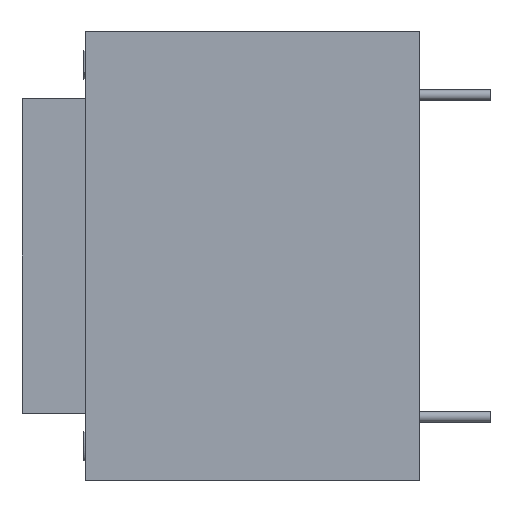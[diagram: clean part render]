
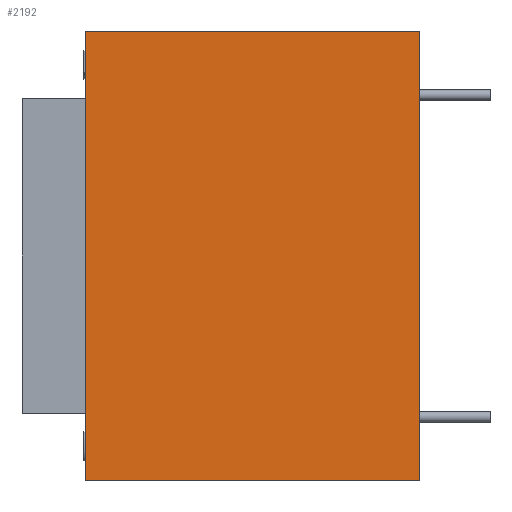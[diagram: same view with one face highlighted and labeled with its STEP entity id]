
A CAD part, left-side view. The second image highlights one B-rep face of the part: STEP entity #2192.
In plain terms, the highlighted planar face has unit normal (-1, 0, 0).
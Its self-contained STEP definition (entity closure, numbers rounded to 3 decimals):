
#31 = EDGE_CURVE ( 'Defeature ausgef�hrt2_147+Defeature ausgef�hrt2_148+Defeature ausgef�hrt2_144+Defeature ausgef�hrt2_149', #3399, #3363, #2697, .T. ) ;
#434 = DIRECTION ( 'NONE',  ( 0., 0., 1. ) ) ;
#559 = EDGE_CURVE ( 'Defeature ausgef�hrt2_144+Defeature ausgef�hrt2_148+Defeature ausgef�hrt2_145+Defeature ausgef�hrt2_147', #4690, #3399, #3139, .T. ) ;
#719 = DIRECTION ( 'NONE',  ( 0., 0., -1. ) ) ;
#1018 = VECTOR ( 'NONE', #434, 1000. ) ;
#1439 = VECTOR ( 'NONE', #2383, 1000. ) ;
#1803 = CARTESIAN_POINT ( 'NONE',  ( -20.45, 10.9, -8.725 ) ) ;
#2002 = LINE ( 'NONE', #1803, #1018 ) ;
#2192 = ADVANCED_FACE ( 'Defeature ausgef�hrt2_148', ( #4197 ), #3536, .F. ) ;
#2383 = DIRECTION ( 'NONE',  ( 0., 0., -1. ) ) ;
#2635 = CARTESIAN_POINT ( 'NONE',  ( -20.45, 10.9, -17.45 ) ) ;
#2697 = LINE ( 'NONE', #6016, #1439 ) ;
#2760 = AXIS2_PLACEMENT_3D ( 'NONE', #4551, #3067, #719 ) ;
#2763 = CARTESIAN_POINT ( 'NONE',  ( -20.45, -15.1, 17.45 ) ) ;
#2857 = EDGE_CURVE ( 'Defeature ausgef�hrt2_149+Defeature ausgef�hrt2_148+Defeature ausgef�hrt2_147+Defeature ausgef�hrt2_145', #3363, #6084, #4340, .T. ) ;
#2872 = DIRECTION ( 'NONE',  ( 0., -1., 0. ) ) ;
#3067 = DIRECTION ( 'NONE',  ( 1., 0., 0. ) ) ;
#3139 = LINE ( 'NONE', #2763, #5206 ) ;
#3155 = ORIENTED_EDGE ( 'NONE', *, *, #559, .F. ) ;
#3321 = ORIENTED_EDGE ( 'NONE', *, *, #31, .F. ) ;
#3343 = ORIENTED_EDGE ( 'NONE', *, *, #3662, .F. ) ;
#3363 = VERTEX_POINT ( 'NONE', #4929 ) ;
#3399 = VERTEX_POINT ( 'NONE', #3446 ) ;
#3446 = CARTESIAN_POINT ( 'NONE',  ( -20.45, -15.1, 17.45 ) ) ;
#3536 = PLANE ( 'NONE',  #2760 ) ;
#3662 = EDGE_CURVE ( 'Defeature ausgef�hrt2_145+Defeature ausgef�hrt2_148+Defeature ausgef�hrt2_149+Defeature ausgef�hrt2_144', #6084, #4690, #2002, .T. ) ;
#3776 = CARTESIAN_POINT ( 'NONE',  ( -20.45, 10.9, 17.45 ) ) ;
#4005 = CARTESIAN_POINT ( 'NONE',  ( -20.45, -15.1, -17.45 ) ) ;
#4197 = FACE_OUTER_BOUND ( 'NONE', #4743, .T. ) ;
#4340 = LINE ( 'NONE', #4005, #5931 ) ;
#4551 = CARTESIAN_POINT ( 'NONE',  ( -20.45, -15.1, -8.725 ) ) ;
#4690 = VERTEX_POINT ( 'NONE', #3776 ) ;
#4743 = EDGE_LOOP ( 'NONE', ( #5554, #3321, #3155, #3343 ) ) ;
#4929 = CARTESIAN_POINT ( 'NONE',  ( -20.45, -15.1, -17.45 ) ) ;
#5206 = VECTOR ( 'NONE', #2872, 1000. ) ;
#5554 = ORIENTED_EDGE ( 'NONE', *, *, #2857, .F. ) ;
#5928 = DIRECTION ( 'NONE',  ( 0., 1., 0. ) ) ;
#5931 = VECTOR ( 'NONE', #5928, 1000. ) ;
#6016 = CARTESIAN_POINT ( 'NONE',  ( -20.45, -15.1, -8.725 ) ) ;
#6084 = VERTEX_POINT ( 'NONE', #2635 ) ;
